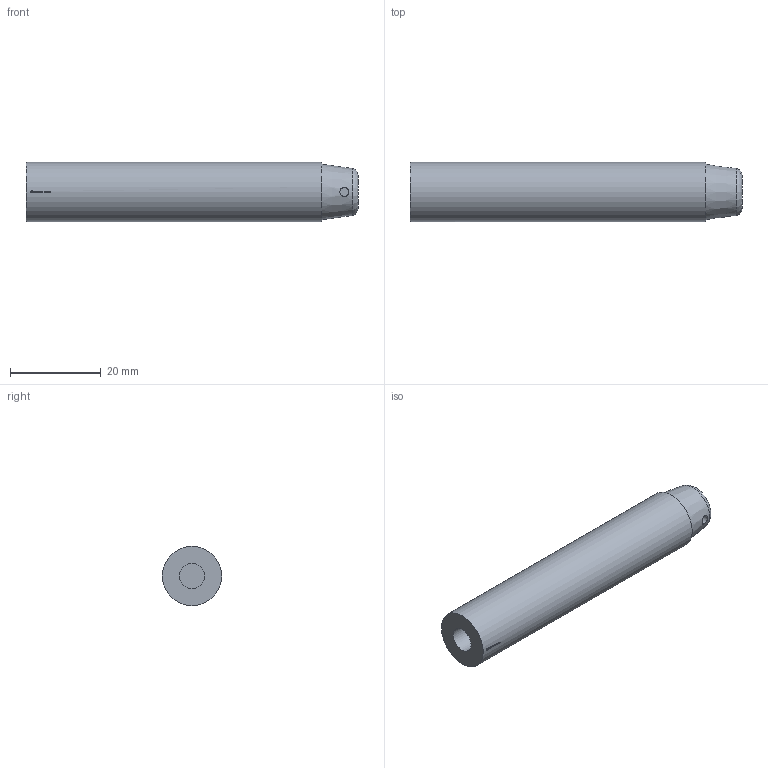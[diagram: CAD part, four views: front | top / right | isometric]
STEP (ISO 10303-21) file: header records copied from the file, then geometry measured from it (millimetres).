
FILE_DESCRIPTION(('FreeCAD Model'),'2;1');
FILE_NAME('Open CASCADE Shape Model','2023-11-08T13:57:56',(''),(''), 'Open CASCADE STEP processor 7.6','FreeCAD','Unknown');
FILE_SCHEMA(('AUTOMOTIVE_DESIGN { 1 0 10303 214 1 1 1 1 }'));
Length unit declared in the file: millimetre
Products named in the file (1): Nerf Dart Blunt 13 x 73 mm - SPN-NPH-0003 (stemfie.org)
Bounding box: 73 x 13 x 13 mm (x, y, z)
Volume: 8093.3 mm3; surface area: 4131.5 mm2
Topology: 1 solids, 1 shells, 486 faces, 1346 edges, 897 vertices
Faces by surface type: plane 303, extrusion 170, cylinder 11, cone 1, revolution 1
Full cylindrical faces by diameter (mm): 2 x1, 5.5 x1, 13 x1
Entity records: 35250 total; most frequent: CARTESIAN_POINT 9789, DIRECTION 4028, VECTOR 2752, ORIENTED_EDGE 2692, PCURVE 2692, DEFINITIONAL_REPRESENTATION 2692, LINE 2582, EDGE_CURVE 1346
